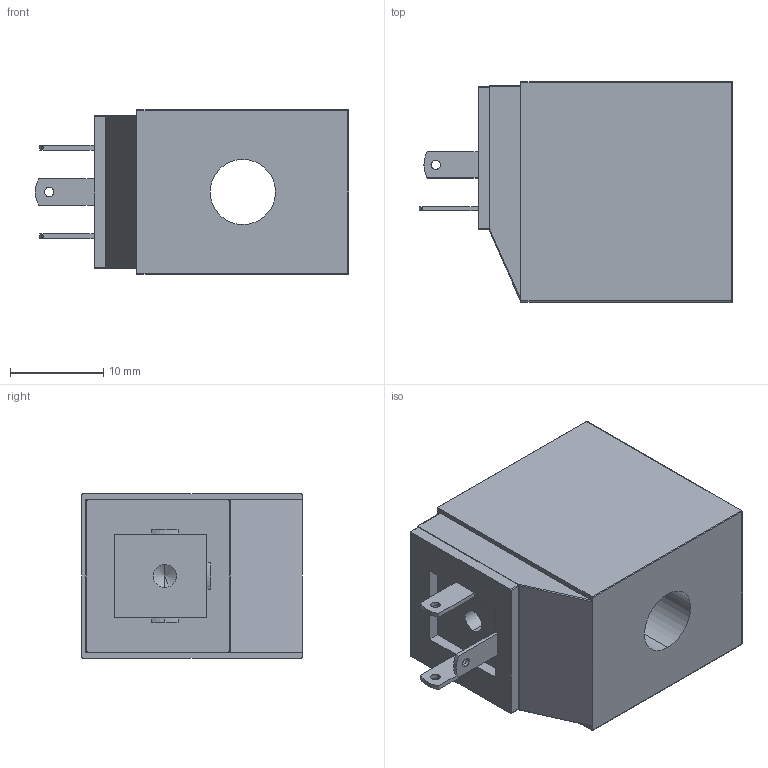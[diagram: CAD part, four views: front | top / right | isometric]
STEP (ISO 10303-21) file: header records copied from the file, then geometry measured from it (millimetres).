
FILE_DESCRIPTION (( 'STEP AP214' ), '1' );
FILE_NAME ('AVC1-12D.step', '2016-07-27T15:08:28', ( '' ), ( '' ), 'SwSTEP 2.0', 'SolidWorks 2016', '' );
FILE_SCHEMA (( 'AUTOMOTIVE_DESIGN' ));
Length unit declared in the file: millimetre
Products named in the file (1): AVC1-12D
Bounding box: 33.6 x 23.6 x 17.6 mm (x, y, z)
Volume: 9679.3 mm3; surface area: 3644.6 mm2
Topology: 1 solids, 1 shells, 69 faces, 180 edges, 111 vertices
Faces by surface type: cylinder 32, plane 31, sphere 4, cone 2
Entity records: 2140 total; most frequent: DIRECTION 370, CARTESIAN_POINT 367, ORIENTED_EDGE 348, EDGE_CURVE 174, AXIS2_PLACEMENT_3D 130, VERTEX_POINT 111, LINE 110, VECTOR 110
